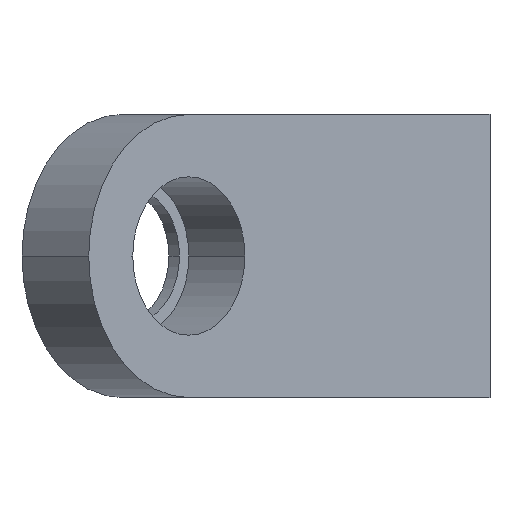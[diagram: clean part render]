
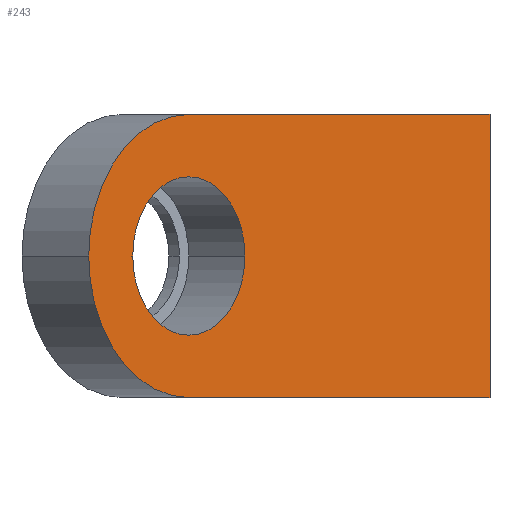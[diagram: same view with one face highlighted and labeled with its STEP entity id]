
A CAD part, left-side view. The second image highlights one B-rep face of the part: STEP entity #243.
In plain terms, the highlighted planar face has unit normal (-0.707, -0.707, 0).
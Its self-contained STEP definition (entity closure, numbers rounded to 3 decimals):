
#1 = ORIENTED_EDGE ( 'NONE', *, *, #216, .F. ) ;
#8 = ORIENTED_EDGE ( 'NONE', *, *, #164, .T. ) ;
#18 = DIRECTION ( 'NONE',  ( 0.707, 0.707, 0. ) ) ;
#44 = CARTESIAN_POINT ( 'NONE',  ( -15.96, 15.96, 0. ) ) ;
#46 = VERTEX_POINT ( 'NONE', #391 ) ;
#55 = VERTEX_POINT ( 'NONE', #563 ) ;
#61 = AXIS2_PLACEMENT_3D ( 'NONE', #108, #221, #258 ) ;
#84 = CARTESIAN_POINT ( 'NONE',  ( -15.96, 15.96, 0. ) ) ;
#86 = VERTEX_POINT ( 'NONE', #366 ) ;
#95 = LINE ( 'NONE', #298, #307 ) ;
#97 = DIRECTION ( 'NONE',  ( -0.707, -0.707, 0. ) ) ;
#108 = CARTESIAN_POINT ( 'NONE',  ( 0., 0., 7.5 ) ) ;
#126 = EDGE_CURVE ( 'NONE', #618, #86, #419, .T. ) ;
#132 = ORIENTED_EDGE ( 'NONE', *, *, #286, .T. ) ;
#135 = AXIS2_PLACEMENT_3D ( 'NONE', #254, #97, #190 ) ;
#148 = DIRECTION ( 'NONE',  ( -0.707, 0.707, 0. ) ) ;
#155 = AXIS2_PLACEMENT_3D ( 'NONE', #233, #454, #667 ) ;
#164 = EDGE_CURVE ( 'NONE', #557, #46, #607, .T. ) ;
#190 = DIRECTION ( 'NONE',  ( -0.707, 0.707, 0. ) ) ;
#211 = DIRECTION ( 'NONE',  ( 0.707, -0.707, 0. ) ) ;
#216 = EDGE_CURVE ( 'NONE', #55, #691, #95, .T. ) ;
#221 = DIRECTION ( 'NONE',  ( 0.707, 0.707, 0. ) ) ;
#222 = DIRECTION ( 'NONE',  ( -0.707, 0.707, 0. ) ) ;
#230 = VECTOR ( 'NONE', #211, 1000. ) ;
#233 = CARTESIAN_POINT ( 'NONE',  ( -15.96, 15.96, 0. ) ) ;
#243 = ADVANCED_FACE ( 'NONE', ( #261, #331 ), #538, .F. ) ;
#254 = CARTESIAN_POINT ( 'NONE',  ( -15.96, 15.96, 0. ) ) ;
#258 = DIRECTION ( 'NONE',  ( -0.707, 0.707, 0. ) ) ;
#261 = FACE_BOUND ( 'NONE', #577, .T. ) ;
#264 = CARTESIAN_POINT ( 'NONE',  ( 0., 0., 7.5 ) ) ;
#275 = ORIENTED_EDGE ( 'NONE', *, *, #619, .F. ) ;
#285 = ORIENTED_EDGE ( 'NONE', *, *, #420, .T. ) ;
#286 = EDGE_CURVE ( 'NONE', #86, #614, #381, .T. ) ;
#287 = CIRCLE ( 'NONE', #155, 7.5 ) ;
#298 = CARTESIAN_POINT ( 'NONE',  ( 0., 0., 7.5 ) ) ;
#307 = VECTOR ( 'NONE', #519, 1000. ) ;
#331 = FACE_OUTER_BOUND ( 'NONE', #496, .T. ) ;
#366 = CARTESIAN_POINT ( 'NONE',  ( -15.96, 15.96, -7.5 ) ) ;
#369 = CARTESIAN_POINT ( 'NONE',  ( 0., 0., 7.5 ) ) ;
#372 = EDGE_CURVE ( 'NONE', #55, #618, #287, .T. ) ;
#381 = LINE ( 'NONE', #428, #230 ) ;
#391 = CARTESIAN_POINT ( 'NONE',  ( -12.99, 12.99, 0. ) ) ;
#398 = CIRCLE ( 'NONE', #609, 4.2 ) ;
#403 = CARTESIAN_POINT ( 'NONE',  ( -18.93, 18.93, 0. ) ) ;
#419 = CIRCLE ( 'NONE', #135, 7.5 ) ;
#420 = EDGE_CURVE ( 'NONE', #46, #557, #398, .T. ) ;
#426 = ORIENTED_EDGE ( 'NONE', *, *, #372, .T. ) ;
#428 = CARTESIAN_POINT ( 'NONE',  ( 0., 0., -7.5 ) ) ;
#449 = VECTOR ( 'NONE', #537, 1000. ) ;
#454 = DIRECTION ( 'NONE',  ( -0.707, -0.707, 0. ) ) ;
#469 = DIRECTION ( 'NONE',  ( 0.707, 0.707, 0. ) ) ;
#479 = CARTESIAN_POINT ( 'NONE',  ( 0., 0., -7.5 ) ) ;
#496 = EDGE_LOOP ( 'NONE', ( #426, #586, #132, #275, #1 ) ) ;
#519 = DIRECTION ( 'NONE',  ( 0.707, -0.707, 0. ) ) ;
#534 = LINE ( 'NONE', #369, #449 ) ;
#537 = DIRECTION ( 'NONE',  ( 0., 0., -1. ) ) ;
#538 = PLANE ( 'NONE',  #61 ) ;
#557 = VERTEX_POINT ( 'NONE', #403 ) ;
#563 = CARTESIAN_POINT ( 'NONE',  ( -15.96, 15.96, 7.5 ) ) ;
#577 = EDGE_LOOP ( 'NONE', ( #285, #8 ) ) ;
#586 = ORIENTED_EDGE ( 'NONE', *, *, #126, .T. ) ;
#596 = AXIS2_PLACEMENT_3D ( 'NONE', #44, #469, #148 ) ;
#597 = CARTESIAN_POINT ( 'NONE',  ( -21.263, 21.263, 0. ) ) ;
#607 = CIRCLE ( 'NONE', #596, 4.2 ) ;
#609 = AXIS2_PLACEMENT_3D ( 'NONE', #84, #18, #222 ) ;
#614 = VERTEX_POINT ( 'NONE', #479 ) ;
#618 = VERTEX_POINT ( 'NONE', #597 ) ;
#619 = EDGE_CURVE ( 'NONE', #691, #614, #534, .T. ) ;
#667 = DIRECTION ( 'NONE',  ( -0.707, 0.707, 0. ) ) ;
#691 = VERTEX_POINT ( 'NONE', #264 ) ;
